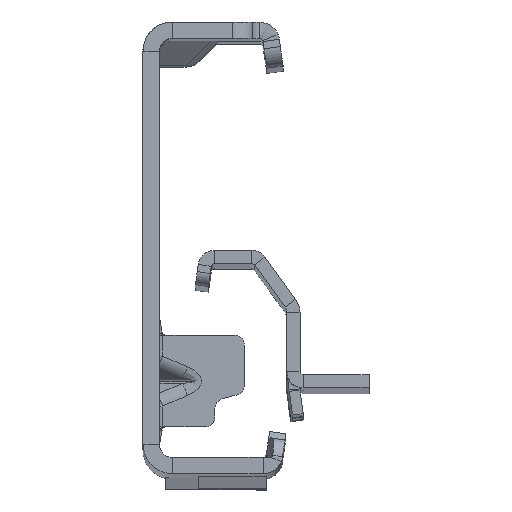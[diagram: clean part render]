
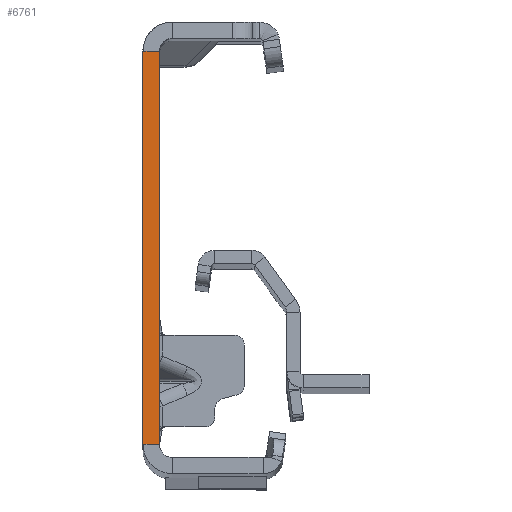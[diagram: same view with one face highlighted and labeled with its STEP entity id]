
A CAD part, top view. The second image highlights one B-rep face of the part: STEP entity #6761.
In plain terms, the highlighted planar face has unit normal (0, 0, 1).
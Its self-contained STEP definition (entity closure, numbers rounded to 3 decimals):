
#25 = CARTESIAN_POINT ( 'NONE',  ( 0., 30., 0. ) ) ;
#947 = ORIENTED_EDGE ( 'NONE', *, *, #16453, .T. ) ;
#1039 = LINE ( 'NONE', #47645, #32304 ) ;
#1204 = VECTOR ( 'NONE', #17673, 1000. ) ;
#1601 = VERTEX_POINT ( 'NONE', #8032 ) ;
#2375 = ORIENTED_EDGE ( 'NONE', *, *, #15510, .T. ) ;
#6761 = ADVANCED_FACE ( 'NONE', ( #27910 ), #32180, .T. ) ;
#7397 = AXIS2_PLACEMENT_3D ( 'NONE', #31196, #46704, #43883 ) ;
#8032 = CARTESIAN_POINT ( 'NONE',  ( -2.5, 30., 0. ) ) ;
#8930 = EDGE_CURVE ( 'NONE', #37034, #27662, #36870, .T. ) ;
#8947 = CARTESIAN_POINT ( 'NONE',  ( -2.5, -30., 0. ) ) ;
#12021 = VECTOR ( 'NONE', #15579, 1000. ) ;
#15510 = EDGE_CURVE ( 'NONE', #1601, #28193, #1039, .T. ) ;
#15579 = DIRECTION ( 'NONE',  ( -1., 0., 0. ) ) ;
#16453 = EDGE_CURVE ( 'NONE', #37034, #1601, #26559, .T. ) ;
#17673 = DIRECTION ( 'NONE',  ( -1., 0., 0. ) ) ;
#25460 = DIRECTION ( 'NONE',  ( 0., -1., 0. ) ) ;
#25518 = VECTOR ( 'NONE', #25460, 1000. ) ;
#26559 = LINE ( 'NONE', #25, #12021 ) ;
#27662 = VERTEX_POINT ( 'NONE', #47146 ) ;
#27910 = FACE_OUTER_BOUND ( 'NONE', #35156, .T. ) ;
#28193 = VERTEX_POINT ( 'NONE', #8947 ) ;
#30523 = ORIENTED_EDGE ( 'NONE', *, *, #8930, .F. ) ;
#31196 = CARTESIAN_POINT ( 'NONE',  ( -2.5, -32., 0. ) ) ;
#32180 = PLANE ( 'NONE',  #7397 ) ;
#32304 = VECTOR ( 'NONE', #40507, 1000. ) ;
#32644 = CARTESIAN_POINT ( 'NONE',  ( 0., -30., 0. ) ) ;
#35156 = EDGE_LOOP ( 'NONE', ( #30523, #947, #2375, #42840 ) ) ;
#36870 = LINE ( 'NONE', #40449, #25518 ) ;
#37034 = VERTEX_POINT ( 'NONE', #42640 ) ;
#39032 = EDGE_CURVE ( 'NONE', #27662, #28193, #48429, .T. ) ;
#40449 = CARTESIAN_POINT ( 'NONE',  ( 0., -32., 0. ) ) ;
#40507 = DIRECTION ( 'NONE',  ( 0., -1., 0. ) ) ;
#42640 = CARTESIAN_POINT ( 'NONE',  ( 0., 30., 0. ) ) ;
#42840 = ORIENTED_EDGE ( 'NONE', *, *, #39032, .F. ) ;
#43883 = DIRECTION ( 'NONE',  ( 1., 0., 0. ) ) ;
#46704 = DIRECTION ( 'NONE',  ( 0., 0., 1. ) ) ;
#47146 = CARTESIAN_POINT ( 'NONE',  ( 0., -30., 0. ) ) ;
#47645 = CARTESIAN_POINT ( 'NONE',  ( -2.5, -32., 0. ) ) ;
#48429 = LINE ( 'NONE', #32644, #1204 ) ;
